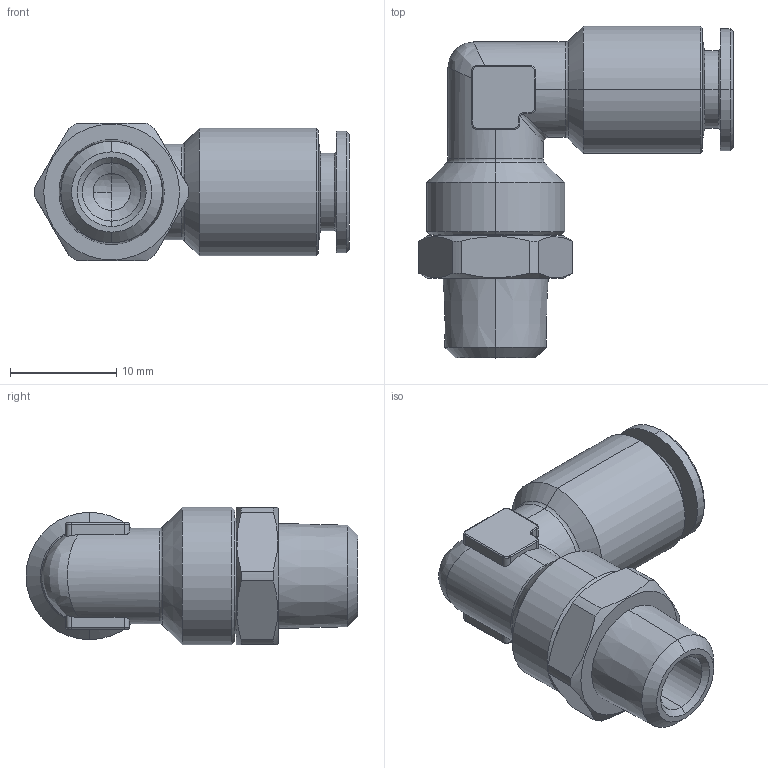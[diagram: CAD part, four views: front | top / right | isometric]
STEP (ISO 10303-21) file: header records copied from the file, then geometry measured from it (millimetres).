
FILE_DESCRIPTION(( 'AR.15.06.18.STEP' ), '1');
FILE_NAME( 'AR.15.06.18.STEP', '2018-10-02T10:34:10',( 'Sopra'),('sopra-pneumatic.com'), 'SwSTEP 2.0','SolidWorks 2009','' );
FILE_SCHEMA (( 'AUTOMOTIVE_DESIGN' ));
Length unit declared in the file: millimetre
Products named in the file (1): AR050031
Bounding box: 29.65 x 31.3 x 13 mm (x, y, z)
Volume: 3465.6 mm3; surface area: 2816.1 mm2
Topology: 1 solids, 1 shells, 131 faces, 311 edges, 185 vertices
Faces by surface type: cylinder 52, cone 30, plane 27, torus 18, sphere 2, bspline 2
Entity records: 5495 total; most frequent: CARTESIAN_POINT 989, DIRECTION 676, ORIENTED_EDGE 618, EDGE_CURVE 309, AXIS2_PLACEMENT_3D 278, VERTEX_POINT 185, CIRCLE 148, EDGE_LOOP 138
